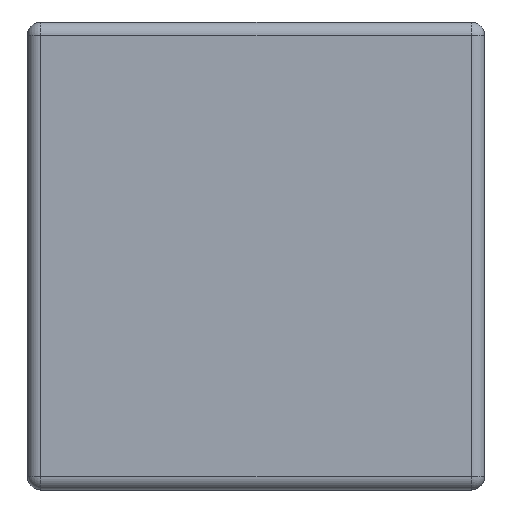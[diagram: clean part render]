
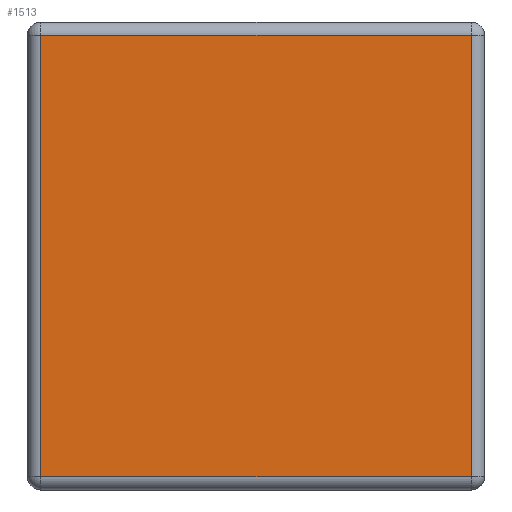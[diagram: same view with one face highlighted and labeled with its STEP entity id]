
A CAD part, left-side view. The second image highlights one B-rep face of the part: STEP entity #1513.
In plain terms, the highlighted planar face has unit normal (-1, 0, 0).
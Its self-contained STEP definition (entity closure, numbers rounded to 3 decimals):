
#44 = LINE ( 'NONE', #1201, #1835 ) ;
#68 = VERTEX_POINT ( 'NONE', #910 ) ;
#178 = CARTESIAN_POINT ( 'NONE',  ( -1.6, -0.8, 0.82 ) ) ;
#240 = CARTESIAN_POINT ( 'NONE',  ( -1.6, -0.8, 0.87 ) ) ;
#283 = LINE ( 'NONE', #2581, #307 ) ;
#307 = VECTOR ( 'NONE', #1948, 1000. ) ;
#426 = CARTESIAN_POINT ( 'NONE',  ( -1.6, 0.8, -0.87 ) ) ;
#431 = ORIENTED_EDGE ( 'NONE', *, *, #2580, .T. ) ;
#589 = DIRECTION ( 'NONE',  ( 0., 0., -1. ) ) ;
#857 = DIRECTION ( 'NONE',  ( 1., 0., 0. ) ) ;
#910 = CARTESIAN_POINT ( 'NONE',  ( -1.6, 0.8, 0.82 ) ) ;
#985 = VECTOR ( 'NONE', #1379, 1000. ) ;
#1004 = CARTESIAN_POINT ( 'NONE',  ( -1.6, 0.8, -0.82 ) ) ;
#1031 = EDGE_CURVE ( 'NONE', #2202, #1142, #2531, .T. ) ;
#1128 = EDGE_CURVE ( 'NONE', #68, #2636, #1343, .T. ) ;
#1139 = CARTESIAN_POINT ( 'NONE',  ( -1.6, 0.85, 0. ) ) ;
#1142 = VERTEX_POINT ( 'NONE', #178 ) ;
#1145 = DIRECTION ( 'NONE',  ( 0., 0., -1. ) ) ;
#1201 = CARTESIAN_POINT ( 'NONE',  ( -1.6, 0.85, -0.82 ) ) ;
#1343 = LINE ( 'NONE', #426, #1584 ) ;
#1379 = DIRECTION ( 'NONE',  ( 0., 0., 1. ) ) ;
#1513 = ADVANCED_FACE ( 'NONE', ( #2077 ), #1830, .F. ) ;
#1584 = VECTOR ( 'NONE', #1145, 1000. ) ;
#1729 = AXIS2_PLACEMENT_3D ( 'NONE', #1139, #857, #589 ) ;
#1830 = PLANE ( 'NONE',  #1729 ) ;
#1835 = VECTOR ( 'NONE', #2193, 1000. ) ;
#1948 = DIRECTION ( 'NONE',  ( 0., 1., 0. ) ) ;
#2062 = CARTESIAN_POINT ( 'NONE',  ( -1.6, -0.8, -0.82 ) ) ;
#2077 = FACE_OUTER_BOUND ( 'NONE', #2192, .T. ) ;
#2192 = EDGE_LOOP ( 'NONE', ( #2889, #2510, #431, #2530 ) ) ;
#2193 = DIRECTION ( 'NONE',  ( 0., -1., 0. ) ) ;
#2202 = VERTEX_POINT ( 'NONE', #2062 ) ;
#2510 = ORIENTED_EDGE ( 'NONE', *, *, #1128, .T. ) ;
#2530 = ORIENTED_EDGE ( 'NONE', *, *, #1031, .T. ) ;
#2531 = LINE ( 'NONE', #240, #985 ) ;
#2580 = EDGE_CURVE ( 'NONE', #2636, #2202, #44, .T. ) ;
#2581 = CARTESIAN_POINT ( 'NONE',  ( -1.6, 0.85, 0.82 ) ) ;
#2592 = EDGE_CURVE ( 'NONE', #1142, #68, #283, .T. ) ;
#2636 = VERTEX_POINT ( 'NONE', #1004 ) ;
#2889 = ORIENTED_EDGE ( 'NONE', *, *, #2592, .T. ) ;
